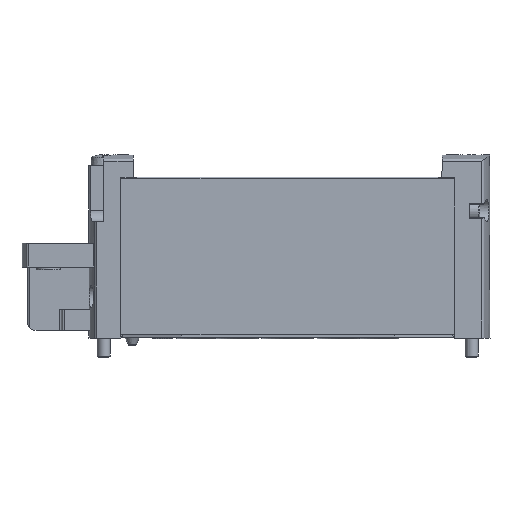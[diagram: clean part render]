
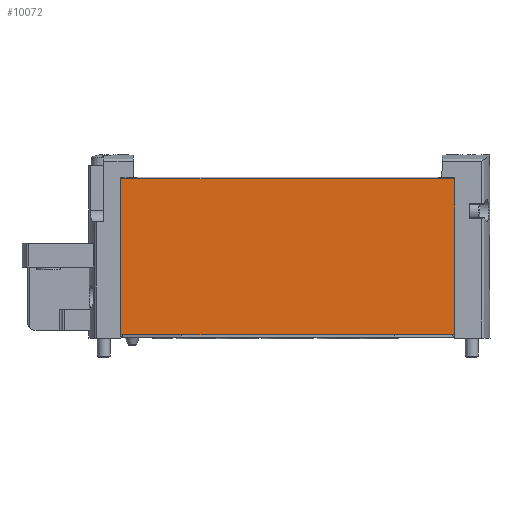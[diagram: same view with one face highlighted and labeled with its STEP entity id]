
A CAD part, top view. The second image highlights one B-rep face of the part: STEP entity #10072.
In plain terms, the highlighted planar face has unit normal (0, 0, 1).
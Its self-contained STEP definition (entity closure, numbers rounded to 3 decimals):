
#136=PLANE('',#10677);
#978=LINE('',#14756,#1586);
#987=LINE('',#14786,#1595);
#992=LINE('',#14798,#1600);
#995=LINE('',#14804,#1603);
#1586=VECTOR('',#11874,1000.);
#1595=VECTOR('',#11901,1000.);
#1600=VECTOR('',#11916,1000.);
#1603=VECTOR('',#11925,1000.);
#2358=ORIENTED_EDGE('',*,*,#4720,.T.);
#2359=ORIENTED_EDGE('',*,*,#4713,.F.);
#2360=ORIENTED_EDGE('',*,*,#4723,.F.);
#2361=ORIENTED_EDGE('',*,*,#4696,.T.);
#4696=EDGE_CURVE('',#5886,#5885,#978,.T.);
#4713=EDGE_CURVE('',#5897,#5894,#987,.T.);
#4720=EDGE_CURVE('',#5885,#5894,#992,.T.);
#4723=EDGE_CURVE('',#5886,#5897,#995,.T.);
#5885=VERTEX_POINT('',#14755);
#5886=VERTEX_POINT('',#14757);
#5894=VERTEX_POINT('',#14776);
#5897=VERTEX_POINT('',#14785);
#6695=EDGE_LOOP('',(#2358,#2359,#2360,#2361));
#7392=FACE_BOUND('',#6695,.T.);
#10072=ADVANCED_FACE('',(#7392),#136,.F.);
#10677=AXIS2_PLACEMENT_3D('',#14805,#11926,#11927);
#11874=DIRECTION('',(-1.,0.,0.));
#11901=DIRECTION('',(-1.,0.,0.));
#11916=DIRECTION('',(0.,-1.,0.));
#11925=DIRECTION('',(0.,-1.,0.));
#11926=DIRECTION('',(0.,0.,-1.));
#11927=DIRECTION('',(-1.,0.,0.));
#14755=CARTESIAN_POINT('',(-39.2,36.6,9.15));
#14756=CARTESIAN_POINT('',(39.2,36.6,9.15));
#14757=CARTESIAN_POINT('',(39.2,36.6,9.15));
#14776=CARTESIAN_POINT('',(-39.2,0.,9.15));
#14785=CARTESIAN_POINT('',(39.2,0.,9.15));
#14786=CARTESIAN_POINT('',(39.2,0.,9.15));
#14798=CARTESIAN_POINT('',(-39.2,36.6,9.15));
#14804=CARTESIAN_POINT('',(39.2,36.6,9.15));
#14805=CARTESIAN_POINT('',(39.2,36.6,9.15));
